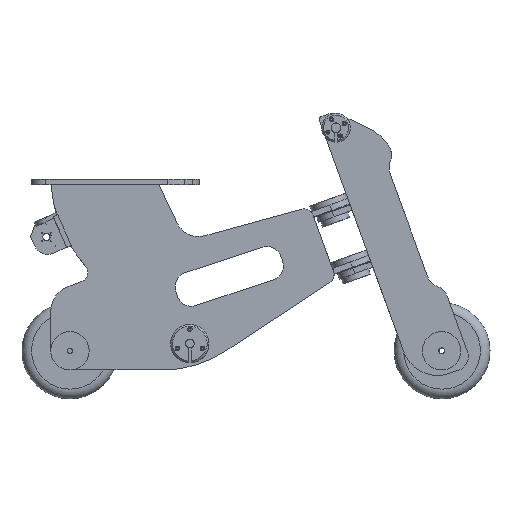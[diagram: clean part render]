
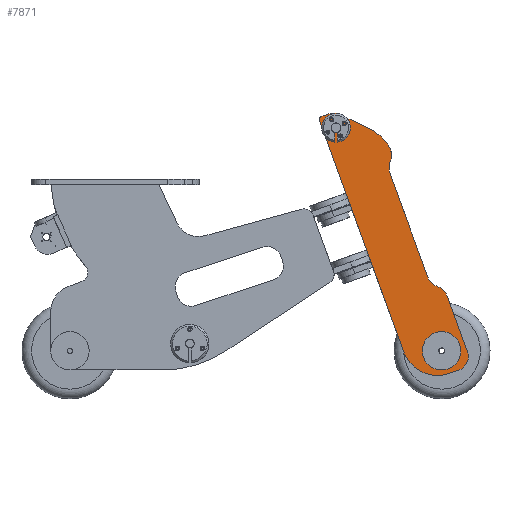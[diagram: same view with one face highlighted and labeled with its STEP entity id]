
A CAD part, left-side view. The second image highlights one B-rep face of the part: STEP entity #7871.
In plain terms, the highlighted planar face has unit normal (-1, 0, 0).
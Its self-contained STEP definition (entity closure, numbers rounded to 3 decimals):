
#216=FACE_BOUND('',#1190,.T.);
#217=FACE_BOUND('',#1191,.T.);
#373=PLANE('',#8496);
#686=FACE_OUTER_BOUND('',#1189,.T.);
#1189=EDGE_LOOP('',(#5749,#5750,#5751,#5752,#5753,#5754,#5755,#5756,#5757,
#5758,#5759,#5760,#5761,#5762,#5763));
#1190=EDGE_LOOP('',(#5764));
#1191=EDGE_LOOP('',(#5765));
#1787=LINE('',#12303,#2471);
#1789=LINE('',#12306,#2473);
#1791=LINE('',#12313,#2475);
#1802=LINE('',#12335,#2486);
#1804=LINE('',#12344,#2488);
#1805=LINE('',#12348,#2489);
#2471=VECTOR('',#9612,10.);
#2473=VECTOR('',#9616,10.);
#2475=VECTOR('',#9624,10.);
#2486=VECTOR('',#9641,10.);
#2488=VECTOR('',#9651,10.);
#2489=VECTOR('',#9654,10.);
#3155=CIRCLE('',#8469,35.);
#3158=CIRCLE('',#8473,35.);
#3168=CIRCLE('',#8485,30.);
#3169=CIRCLE('',#8489,75.);
#3170=CIRCLE('',#8492,35.);
#3171=CIRCLE('',#8495,35.);
#3172=CIRCLE('',#8497,100.);
#3173=CIRCLE('',#8498,33.);
#3174=CIRCLE('',#8499,8.);
#3175=CIRCLE('',#8500,6.);
#3176=CIRCLE('',#8501,9.);
#3570=VERTEX_POINT('',#12235);
#3571=VERTEX_POINT('',#12236);
#3575=VERTEX_POINT('',#12246);
#3598=VERTEX_POINT('',#12296);
#3599=VERTEX_POINT('',#12297);
#3600=VERTEX_POINT('',#12302);
#3601=VERTEX_POINT('',#12308);
#3602=VERTEX_POINT('',#12312);
#3609=VERTEX_POINT('',#12329);
#3610=VERTEX_POINT('',#12331);
#3611=VERTEX_POINT('',#12337);
#3612=VERTEX_POINT('',#12341);
#3613=VERTEX_POINT('',#12343);
#3614=VERTEX_POINT('',#12345);
#3615=VERTEX_POINT('',#12347);
#3616=VERTEX_POINT('',#12350);
#3617=VERTEX_POINT('',#12352);
#4376=EDGE_CURVE('',#3570,#3571,#3155,.T.);
#4382=EDGE_CURVE('',#3575,#3570,#3158,.T.);
#4406=EDGE_CURVE('',#3598,#3599,#3168,.T.);
#4409=EDGE_CURVE('',#3600,#3599,#1787,.F.);
#4411=EDGE_CURVE('',#3598,#3571,#1789,.F.);
#4412=EDGE_CURVE('',#3600,#3601,#3169,.T.);
#4414=EDGE_CURVE('',#3602,#3601,#1791,.F.);
#4424=EDGE_CURVE('',#3610,#3609,#3170,.F.);
#4426=EDGE_CURVE('',#3575,#3610,#1802,.T.);
#4428=EDGE_CURVE('',#3611,#3609,#3171,.T.);
#4429=EDGE_CURVE('',#3612,#3611,#3172,.T.);
#4430=EDGE_CURVE('',#3613,#3612,#1804,.T.);
#4431=EDGE_CURVE('',#3614,#3613,#3173,.T.);
#4432=EDGE_CURVE('',#3614,#3615,#1805,.F.);
#4433=EDGE_CURVE('',#3602,#3615,#3174,.T.);
#4434=EDGE_CURVE('',#3616,#3616,#3175,.T.);
#4435=EDGE_CURVE('',#3617,#3617,#3176,.T.);
#5749=ORIENTED_EDGE('',*,*,#4376,.F.);
#5750=ORIENTED_EDGE('',*,*,#4382,.F.);
#5751=ORIENTED_EDGE('',*,*,#4426,.T.);
#5752=ORIENTED_EDGE('',*,*,#4424,.T.);
#5753=ORIENTED_EDGE('',*,*,#4428,.F.);
#5754=ORIENTED_EDGE('',*,*,#4429,.F.);
#5755=ORIENTED_EDGE('',*,*,#4430,.F.);
#5756=ORIENTED_EDGE('',*,*,#4431,.F.);
#5757=ORIENTED_EDGE('',*,*,#4432,.T.);
#5758=ORIENTED_EDGE('',*,*,#4433,.F.);
#5759=ORIENTED_EDGE('',*,*,#4414,.T.);
#5760=ORIENTED_EDGE('',*,*,#4412,.F.);
#5761=ORIENTED_EDGE('',*,*,#4409,.T.);
#5762=ORIENTED_EDGE('',*,*,#4406,.F.);
#5763=ORIENTED_EDGE('',*,*,#4411,.T.);
#5764=ORIENTED_EDGE('',*,*,#4434,.T.);
#5765=ORIENTED_EDGE('',*,*,#4435,.T.);
#7871=ADVANCED_FACE('',(#686,#216,#217),#373,.T.);
#8469=AXIS2_PLACEMENT_3D('',#12237,#9557,#9558);
#8473=AXIS2_PLACEMENT_3D('',#12248,#9568,#9569);
#8485=AXIS2_PLACEMENT_3D('',#12298,#9606,#9607);
#8489=AXIS2_PLACEMENT_3D('',#12309,#9619,#9620);
#8492=AXIS2_PLACEMENT_3D('',#12332,#9636,#9637);
#8495=AXIS2_PLACEMENT_3D('',#12339,#9645,#9646);
#8496=AXIS2_PLACEMENT_3D('',#12340,#9647,#9648);
#8497=AXIS2_PLACEMENT_3D('',#12342,#9649,#9650);
#8498=AXIS2_PLACEMENT_3D('',#12346,#9652,#9653);
#8499=AXIS2_PLACEMENT_3D('',#12349,#9655,#9656);
#8500=AXIS2_PLACEMENT_3D('',#12351,#9657,#9658);
#8501=AXIS2_PLACEMENT_3D('',#12353,#9659,#9660);
#9557=DIRECTION('center_axis',(1.,0.,0.));
#9558=DIRECTION('ref_axis',(0.,-0.711,0.704));
#9568=DIRECTION('center_axis',(-1.,0.,0.));
#9569=DIRECTION('ref_axis',(0.,-0.94,0.342));
#9606=DIRECTION('center_axis',(1.,0.,0.));
#9607=DIRECTION('ref_axis',(0.,-0.906,-0.423));
#9612=DIRECTION('',(0.,0.94,-0.342));
#9616=DIRECTION('',(0.,-0.342,-0.94));
#9619=DIRECTION('center_axis',(1.,0.,0.));
#9620=DIRECTION('ref_axis',(0.,0.423,-0.906));
#9624=DIRECTION('',(0.,0.342,0.94));
#9636=DIRECTION('center_axis',(-1.,0.,0.));
#9637=DIRECTION('ref_axis',(0.,-0.94,0.342));
#9641=DIRECTION('',(0.,0.342,0.94));
#9645=DIRECTION('center_axis',(1.,0.,0.));
#9646=DIRECTION('ref_axis',(0.,-0.998,0.061));
#9647=DIRECTION('center_axis',(-1.,0.,0.));
#9648=DIRECTION('ref_axis',(0.,-0.94,0.342));
#9649=DIRECTION('center_axis',(1.,0.,0.));
#9650=DIRECTION('ref_axis',(0.,-0.737,0.676));
#9651=DIRECTION('',(0.,-0.906,-0.423));
#9652=DIRECTION('center_axis',(1.,0.,0.));
#9653=DIRECTION('ref_axis',(0.,-0.044,0.999));
#9654=DIRECTION('',(0.,-0.94,0.342));
#9655=DIRECTION('center_axis',(1.,0.,0.));
#9656=DIRECTION('ref_axis',(0.,0.906,0.423));
#9657=DIRECTION('center_axis',(1.,0.,0.));
#9658=DIRECTION('ref_axis',(0.,-0.94,0.342));
#9659=DIRECTION('center_axis',(1.,0.,0.));
#9660=DIRECTION('ref_axis',(0.,1.,0.));
#12235=CARTESIAN_POINT('',(-39.,-16.297,154.311));
#12236=CARTESIAN_POINT('',(-39.,-36.894,133.511));
#12237=CARTESIAN_POINT('Origin',(-39.,-4.005,121.541));
#12246=CARTESIAN_POINT('',(-39.,4.3,175.111));
#12248=CARTESIAN_POINT('Origin',(-39.,-28.589,187.082));
#12296=CARTESIAN_POINT('',(-39.,-78.825,18.307));
#12297=CARTESIAN_POINT('',(-39.,-60.895,-20.144));
#12298=CARTESIAN_POINT('Origin',(-39.,-50.634,8.047));
#12302=CARTESIAN_POINT('',(-39.,-42.101,-26.985));
#12303=CARTESIAN_POINT('',(-39.,-12.736,-37.673));
#12306=CARTESIAN_POINT('',(-39.,-48.898,100.53));
#12308=CARTESIAN_POINT('',(-39.,54.027,17.841));
#12309=CARTESIAN_POINT('Origin',(-39.,-16.449,43.492));
#12312=CARTESIAN_POINT('',(-39.,229.142,498.963));
#12313=CARTESIAN_POINT('',(-39.,128.417,222.224));
#12329=CARTESIAN_POINT('',(-39.,82.018,415.033));
#12331=CARTESIAN_POINT('',(-39.,82.477,389.899));
#12332=CARTESIAN_POINT('Origin',(-39.,49.588,401.87));
#12335=CARTESIAN_POINT('',(-39.,48.962,297.818));
#12337=CARTESIAN_POINT('',(-39.,84.778,446.76));
#12339=CARTESIAN_POINT('Origin',(-39.,114.449,428.195));
#12340=CARTESIAN_POINT('Origin',(-39.,39.759,161.377));
#12341=CARTESIAN_POINT('',(-39.,127.29,484.349));
#12342=CARTESIAN_POINT('Origin',(-39.,169.552,393.718));
#12343=CARTESIAN_POINT('',(-39.,187.406,512.381));
#12344=CARTESIAN_POINT('',(-39.,39.832,443.566));
#12345=CARTESIAN_POINT('',(-39.,212.64,513.483));
#12346=CARTESIAN_POINT('Origin',(-39.,201.353,482.473));
#12347=CARTESIAN_POINT('',(-39.,224.36,509.217));
#12348=CARTESIAN_POINT('',(-39.,155.528,534.27));
#12349=CARTESIAN_POINT('Origin',(-39.,221.624,501.7));
#12350=CARTESIAN_POINT('',(-39.,-19.362,17.948));
#12351=CARTESIAN_POINT('Origin',(-39.,-25.,20.));
#12352=CARTESIAN_POINT('',(-39.,186.,485.));
#12353=CARTESIAN_POINT('Origin',(-39.,195.,485.));
